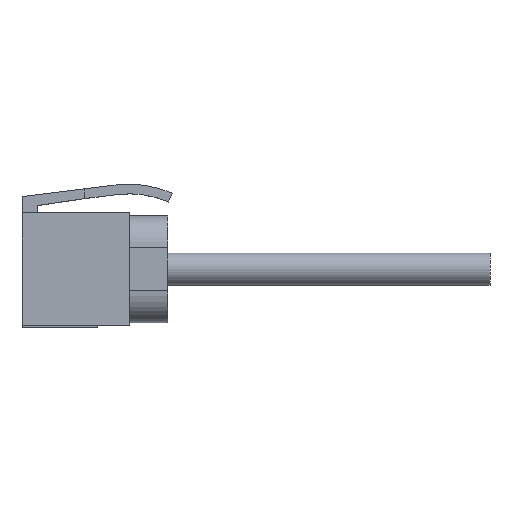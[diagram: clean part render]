
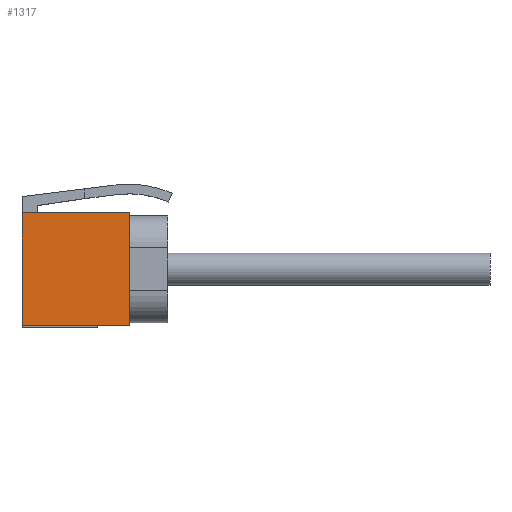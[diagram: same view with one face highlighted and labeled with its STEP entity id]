
A CAD part, top view. The second image highlights one B-rep face of the part: STEP entity #1317.
In plain terms, the highlighted planar face has unit normal (0, 0, 1).
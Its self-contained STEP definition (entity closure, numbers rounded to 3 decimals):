
#33=LINE($,#1880,#205);
#41=LINE($,#1895,#213);
#86=LINE($,#1995,#258);
#116=LINE($,#2062,#288);
#205=VECTOR($,#1508,10.);
#213=VECTOR($,#1518,10.5);
#258=VECTOR($,#1579,10.5);
#288=VECTOR($,#1639,10.);
#370=PLANE($,#1409);
#444=FACE_OUTER_BOUND($,#522,.T.);
#522=EDGE_LOOP($,(#1056,#1057,#1058,#1059));
#622=VERTEX_POINT($,#1877);
#623=VERTEX_POINT($,#1879);
#629=VERTEX_POINT($,#1894);
#676=VERTEX_POINT($,#1993);
#748=EDGE_CURVE($,#623,#622,#33,.T.);
#756=EDGE_CURVE($,#629,#623,#41,.T.);
#806=EDGE_CURVE($,#622,#676,#86,.T.);
#840=EDGE_CURVE($,#676,#629,#116,.T.);
#1056=ORIENTED_EDGE($,*,*,#748,.T.);
#1057=ORIENTED_EDGE($,*,*,#806,.T.);
#1058=ORIENTED_EDGE($,*,*,#840,.T.);
#1059=ORIENTED_EDGE($,*,*,#756,.T.);
#1317=ADVANCED_FACE($,(#444),#370,.T.);
#1409=AXIS2_PLACEMENT_3D($,#2065,#1642,#1643);
#1508=DIRECTION($,(1.,0.,0.));
#1518=DIRECTION($,(0.,-1.,0.));
#1579=DIRECTION($,(0.,1.,0.));
#1639=DIRECTION($,(-1.,0.,0.));
#1642=DIRECTION('center_axis',(0.,0.,1.));
#1643=DIRECTION('ref_axis',(1.,0.,0.));
#1877=CARTESIAN_POINT('',(10.,-5.25,5.));
#1879=CARTESIAN_POINT('',(0.,-5.25,5.));
#1880=CARTESIAN_POINT($,(0.,-5.25,5.));
#1894=CARTESIAN_POINT('',(0.,5.25,5.));
#1895=CARTESIAN_POINT($,(0.,5.25,5.));
#1993=CARTESIAN_POINT('',(10.,5.25,5.));
#1995=CARTESIAN_POINT($,(10.,-5.25,5.));
#2062=CARTESIAN_POINT($,(10.,5.25,5.));
#2065=CARTESIAN_POINT('Origin',(0.,-5.25,5.));
